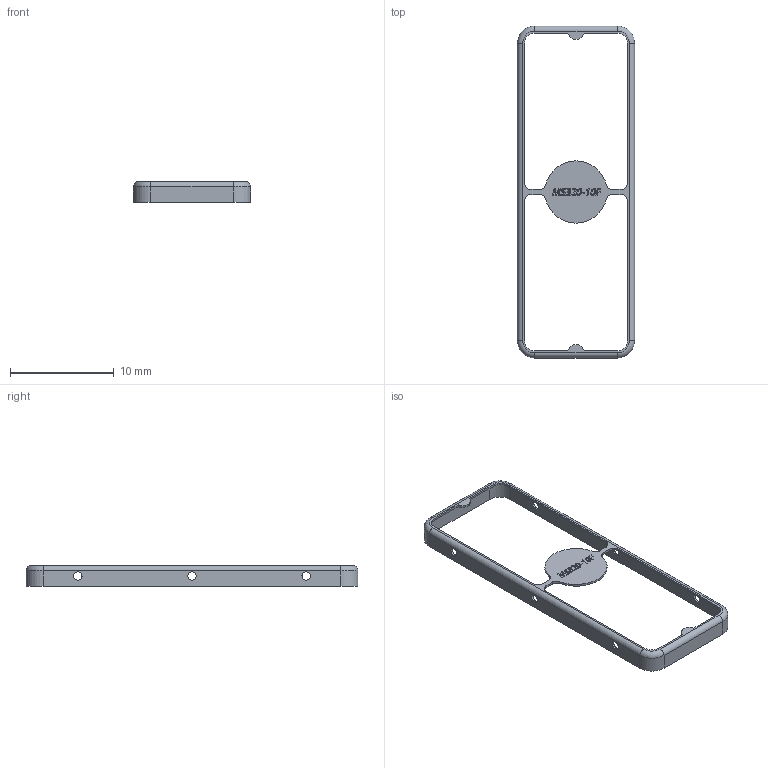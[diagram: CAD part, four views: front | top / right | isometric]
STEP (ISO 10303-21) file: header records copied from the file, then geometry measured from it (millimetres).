
FILE_DESCRIPTION (( 'STEP AP214' ), '1' );
FILE_NAME ('MS320-10F.STEP', '2022-11-06T20:44:35', ( '' ), ( '' ), 'SwSTEP 2.0', 'SolidWorks 2022', '' );
FILE_SCHEMA (( 'AUTOMOTIVE_DESIGN' ));
Length unit declared in the file: millimetre
Products named in the file (1): MS320-10F
Bounding box: 11.3 x 32 x 2 mm (x, y, z)
Volume: 44.3 mm3; surface area: 483.6 mm2
Topology: 1 solids, 1 shells, 186 faces, 500 edges, 328 vertices
Faces by surface type: plane 80, bspline 54, cylinder 44, torus 8
Entity records: 6711 total; most frequent: CARTESIAN_POINT 2321, ORIENTED_EDGE 1000, DIRECTION 677, EDGE_CURVE 500, VERTEX_POINT 328, AXIS2_PLACEMENT_3D 229, VECTOR 219, LINE 219
